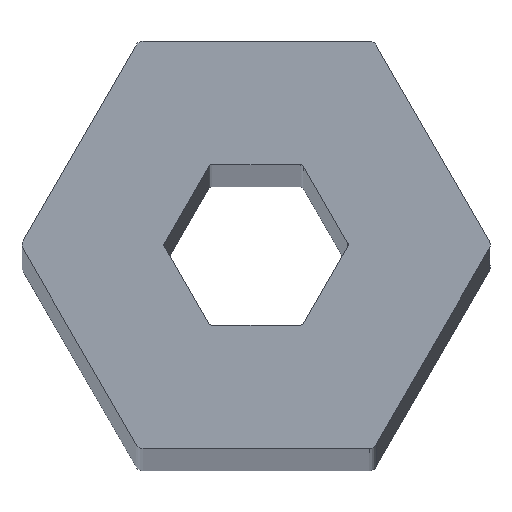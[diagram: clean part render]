
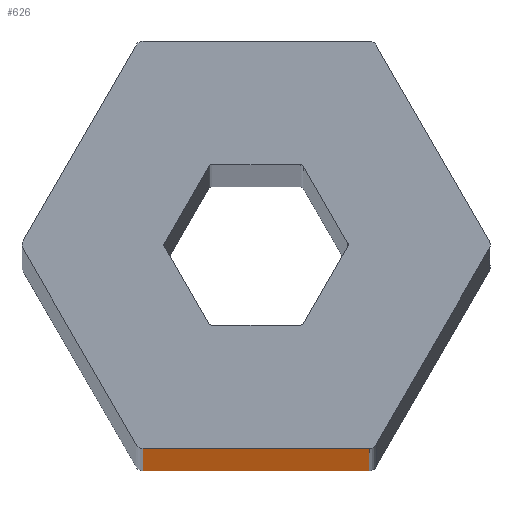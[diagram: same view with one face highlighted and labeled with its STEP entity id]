
A CAD part, top view. The second image highlights one B-rep face of the part: STEP entity #626.
In plain terms, the highlighted planar face has unit normal (0, -1, 0).
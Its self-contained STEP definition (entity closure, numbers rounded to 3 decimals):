
#101 = LINE ( 'NONE', #785, #890 ) ;
#106 = VERTEX_POINT ( 'NONE', #240 ) ;
#229 = VERTEX_POINT ( 'NONE', #568 ) ;
#231 = DIRECTION ( 'NONE',  ( 0., 0., -1. ) ) ;
#236 = FACE_OUTER_BOUND ( 'NONE', #595, .T. ) ;
#240 = CARTESIAN_POINT ( 'NONE',  ( 3.522, -6.35, 0. ) ) ;
#257 = EDGE_CURVE ( 'NONE', #106, #561, #101, .T. ) ;
#303 = CARTESIAN_POINT ( 'NONE',  ( -3.522, -6.35, 0. ) ) ;
#310 = ORIENTED_EDGE ( 'NONE', *, *, #501, .T. ) ;
#314 = PLANE ( 'NONE',  #637 ) ;
#315 = VECTOR ( 'NONE', #231, 1000. ) ;
#367 = CARTESIAN_POINT ( 'NONE',  ( -3.666, -6.35, 400. ) ) ;
#406 = EDGE_CURVE ( 'NONE', #229, #561, #901, .T. ) ;
#415 = ORIENTED_EDGE ( 'NONE', *, *, #257, .T. ) ;
#438 = CARTESIAN_POINT ( 'NONE',  ( -3.666, -6.35, 0. ) ) ;
#479 = VECTOR ( 'NONE', #965, 1000. ) ;
#501 = EDGE_CURVE ( 'NONE', #574, #106, #888, .T. ) ;
#561 = VERTEX_POINT ( 'NONE', #983 ) ;
#568 = CARTESIAN_POINT ( 'NONE',  ( -3.522, -6.35, 400. ) ) ;
#574 = VERTEX_POINT ( 'NONE', #303 ) ;
#595 = EDGE_LOOP ( 'NONE', ( #310, #415, #859, #981 ) ) ;
#626 = ADVANCED_FACE ( 'NONE', ( #236 ), #314, .F. ) ;
#637 = AXIS2_PLACEMENT_3D ( 'NONE', #912, #837, #839 ) ;
#701 = CARTESIAN_POINT ( 'NONE',  ( -3.522, -6.35, 400. ) ) ;
#731 = VECTOR ( 'NONE', #900, 1000. ) ;
#750 = EDGE_CURVE ( 'NONE', #229, #574, #777, .T. ) ;
#777 = LINE ( 'NONE', #701, #315 ) ;
#785 = CARTESIAN_POINT ( 'NONE',  ( 3.522, -6.35, 400. ) ) ;
#837 = DIRECTION ( 'NONE',  ( 0., 1., 0. ) ) ;
#839 = DIRECTION ( 'NONE',  ( -1., 0., 0. ) ) ;
#859 = ORIENTED_EDGE ( 'NONE', *, *, #406, .F. ) ;
#888 = LINE ( 'NONE', #438, #479 ) ;
#890 = VECTOR ( 'NONE', #941, 1000. ) ;
#900 = DIRECTION ( 'NONE',  ( 1., 0., 0. ) ) ;
#901 = LINE ( 'NONE', #367, #731 ) ;
#912 = CARTESIAN_POINT ( 'NONE',  ( -3.666, -6.35, 400. ) ) ;
#941 = DIRECTION ( 'NONE',  ( 0., 0., 1. ) ) ;
#965 = DIRECTION ( 'NONE',  ( 1., 0., 0. ) ) ;
#981 = ORIENTED_EDGE ( 'NONE', *, *, #750, .T. ) ;
#983 = CARTESIAN_POINT ( 'NONE',  ( 3.522, -6.35, 400. ) ) ;
